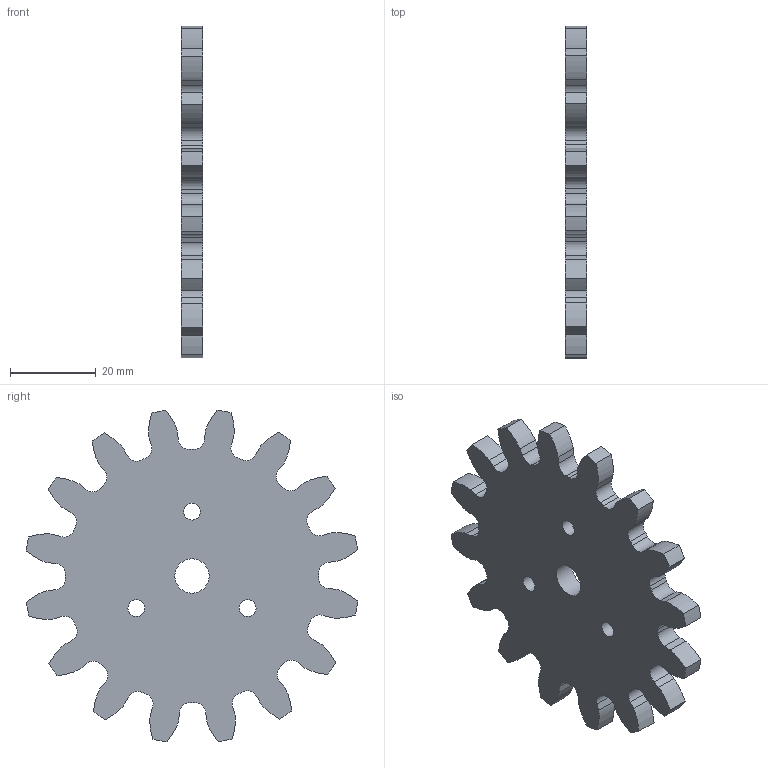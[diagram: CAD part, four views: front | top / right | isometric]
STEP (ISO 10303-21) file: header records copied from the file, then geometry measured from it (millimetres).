
FILE_DESCRIPTION(/* description */ (''),/* implementation_level */ '2;1');
FILE_NAME(/* name */ 'Oxygen Maker V2 Engranaje 1.step',/* time_stamp */ '2020-03-22T22:57:38+01:00',/* author */ (''),/* organization */ (''),/* preprocessor_version */ 'ST-DEVELOPER v18',/* originating_system */ 'Autodesk Translation Framework v8.12.0.6',/* authorisation */ '');
FILE_SCHEMA (('AUTOMOTIVE_DESIGN { 1 0 10303 214 3 1 1 }'));
Length unit declared in the file: millimetre
Products named in the file (1): Oxygen Maker V2
Bounding box: 5 x 77.43 x 77.43 mm (x, y, z)
Volume: 17973.8 mm3; surface area: 9677.3 mm2
Topology: 1 solids, 1 shells, 134 faces, 396 edges, 264 vertices
Faces by surface type: cylinder 68, plane 34, bspline 32
Full cylindrical faces by diameter (mm): 3.9 x3, 8 x1
Entity records: 13749 total; most frequent: CARTESIAN_POINT 10299, ORIENTED_EDGE 792, DIRECTION 674, EDGE_CURVE 396, VERTEX_POINT 264, AXIS2_PLACEMENT_3D 239, LINE 196, VECTOR 196
